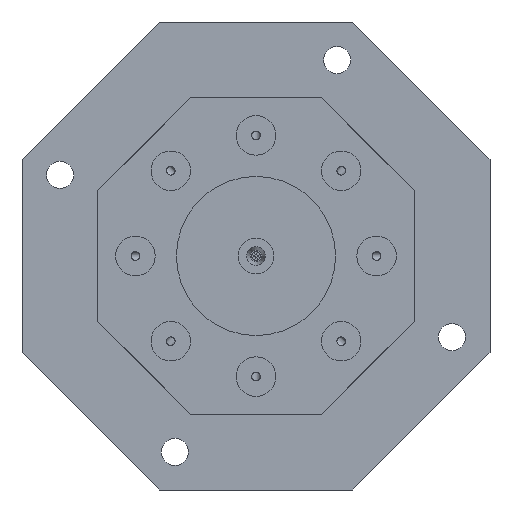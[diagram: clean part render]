
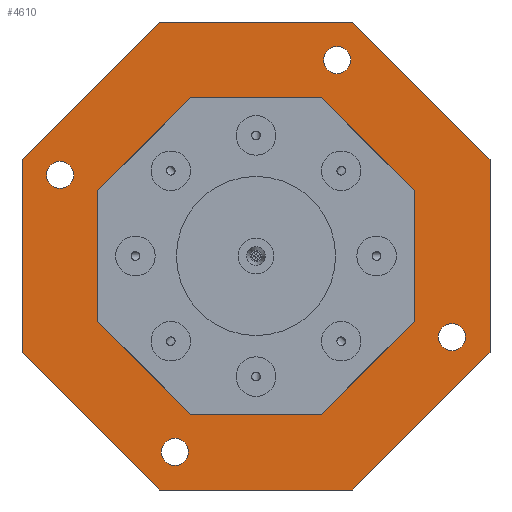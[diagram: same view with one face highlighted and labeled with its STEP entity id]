
A CAD part, front view. The second image highlights one B-rep face of the part: STEP entity #4610.
In plain terms, the highlighted planar face has unit normal (0, -1, 0).
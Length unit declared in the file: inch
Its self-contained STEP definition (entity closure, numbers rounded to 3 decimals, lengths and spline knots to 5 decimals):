
#67=FACE_BOUND('',#764,.T.);
#68=FACE_BOUND('',#765,.T.);
#69=FACE_BOUND('',#766,.T.);
#70=FACE_BOUND('',#767,.T.);
#71=FACE_BOUND('',#768,.T.);
#184=PLANE('',#5298);
#464=FACE_OUTER_BOUND('',#763,.T.);
#763=EDGE_LOOP('',(#4081,#4082,#4083,#4084,#4085,#4086,#4087,#4088));
#764=EDGE_LOOP('',(#4089));
#765=EDGE_LOOP('',(#4090));
#766=EDGE_LOOP('',(#4091));
#767=EDGE_LOOP('',(#4092));
#768=EDGE_LOOP('',(#4093,#4094,#4095,#4096,#4097,#4098,#4099,#4100));
#1104=CIRCLE('',#5220,0.0725);
#1107=CIRCLE('',#5224,0.0725);
#1110=CIRCLE('',#5228,0.0725);
#1113=CIRCLE('',#5232,0.0725);
#1460=LINE('',#8228,#1717);
#1461=LINE('',#8230,#1718);
#1462=LINE('',#8232,#1719);
#1463=LINE('',#8234,#1720);
#1464=LINE('',#8236,#1721);
#1465=LINE('',#8238,#1722);
#1466=LINE('',#8240,#1723);
#1467=LINE('',#8241,#1724);
#1468=LINE('',#8244,#1725);
#1469=LINE('',#8246,#1726);
#1470=LINE('',#8248,#1727);
#1471=LINE('',#8250,#1728);
#1472=LINE('',#8252,#1729);
#1473=LINE('',#8254,#1730);
#1474=LINE('',#8256,#1731);
#1475=LINE('',#8257,#1732);
#1717=VECTOR('',#6837,0.3937);
#1718=VECTOR('',#6838,0.3937);
#1719=VECTOR('',#6839,0.3937);
#1720=VECTOR('',#6840,0.3937);
#1721=VECTOR('',#6841,0.3937);
#1722=VECTOR('',#6842,0.3937);
#1723=VECTOR('',#6843,0.3937);
#1724=VECTOR('',#6844,0.3937);
#1725=VECTOR('',#6845,0.3937);
#1726=VECTOR('',#6846,0.3937);
#1727=VECTOR('',#6847,0.3937);
#1728=VECTOR('',#6848,0.3937);
#1729=VECTOR('',#6849,0.3937);
#1730=VECTOR('',#6850,0.3937);
#1731=VECTOR('',#6851,0.3937);
#1732=VECTOR('',#6852,0.3937);
#2152=VERTEX_POINT('',#8069);
#2155=VERTEX_POINT('',#8077);
#2158=VERTEX_POINT('',#8085);
#2161=VERTEX_POINT('',#8093);
#2203=VERTEX_POINT('',#8226);
#2204=VERTEX_POINT('',#8227);
#2205=VERTEX_POINT('',#8229);
#2206=VERTEX_POINT('',#8231);
#2207=VERTEX_POINT('',#8233);
#2208=VERTEX_POINT('',#8235);
#2209=VERTEX_POINT('',#8237);
#2210=VERTEX_POINT('',#8239);
#2211=VERTEX_POINT('',#8242);
#2212=VERTEX_POINT('',#8243);
#2213=VERTEX_POINT('',#8245);
#2214=VERTEX_POINT('',#8247);
#2215=VERTEX_POINT('',#8249);
#2216=VERTEX_POINT('',#8251);
#2217=VERTEX_POINT('',#8253);
#2218=VERTEX_POINT('',#8255);
#2790=EDGE_CURVE('',#2152,#2152,#1104,.T.);
#2794=EDGE_CURVE('',#2155,#2155,#1107,.T.);
#2798=EDGE_CURVE('',#2158,#2158,#1110,.T.);
#2802=EDGE_CURVE('',#2161,#2161,#1113,.T.);
#2865=EDGE_CURVE('',#2203,#2204,#1460,.T.);
#2866=EDGE_CURVE('',#2205,#2203,#1461,.T.);
#2867=EDGE_CURVE('',#2206,#2205,#1462,.T.);
#2868=EDGE_CURVE('',#2207,#2206,#1463,.T.);
#2869=EDGE_CURVE('',#2208,#2207,#1464,.T.);
#2870=EDGE_CURVE('',#2209,#2208,#1465,.T.);
#2871=EDGE_CURVE('',#2210,#2209,#1466,.T.);
#2872=EDGE_CURVE('',#2204,#2210,#1467,.T.);
#2873=EDGE_CURVE('',#2211,#2212,#1468,.T.);
#2874=EDGE_CURVE('',#2212,#2213,#1469,.T.);
#2875=EDGE_CURVE('',#2213,#2214,#1470,.T.);
#2876=EDGE_CURVE('',#2214,#2215,#1471,.T.);
#2877=EDGE_CURVE('',#2215,#2216,#1472,.T.);
#2878=EDGE_CURVE('',#2216,#2217,#1473,.T.);
#2879=EDGE_CURVE('',#2217,#2218,#1474,.T.);
#2880=EDGE_CURVE('',#2218,#2211,#1475,.T.);
#4081=ORIENTED_EDGE('',*,*,#2865,.F.);
#4082=ORIENTED_EDGE('',*,*,#2866,.F.);
#4083=ORIENTED_EDGE('',*,*,#2867,.F.);
#4084=ORIENTED_EDGE('',*,*,#2868,.F.);
#4085=ORIENTED_EDGE('',*,*,#2869,.F.);
#4086=ORIENTED_EDGE('',*,*,#2870,.F.);
#4087=ORIENTED_EDGE('',*,*,#2871,.F.);
#4088=ORIENTED_EDGE('',*,*,#2872,.F.);
#4089=ORIENTED_EDGE('',*,*,#2790,.T.);
#4090=ORIENTED_EDGE('',*,*,#2794,.T.);
#4091=ORIENTED_EDGE('',*,*,#2798,.T.);
#4092=ORIENTED_EDGE('',*,*,#2802,.T.);
#4093=ORIENTED_EDGE('',*,*,#2873,.T.);
#4094=ORIENTED_EDGE('',*,*,#2874,.T.);
#4095=ORIENTED_EDGE('',*,*,#2875,.T.);
#4096=ORIENTED_EDGE('',*,*,#2876,.T.);
#4097=ORIENTED_EDGE('',*,*,#2877,.T.);
#4098=ORIENTED_EDGE('',*,*,#2878,.T.);
#4099=ORIENTED_EDGE('',*,*,#2879,.T.);
#4100=ORIENTED_EDGE('',*,*,#2880,.T.);
#4610=ADVANCED_FACE('',(#464,#67,#68,#69,#70,#71),#184,.F.);
#5220=AXIS2_PLACEMENT_3D('',#8071,#6653,#6654);
#5224=AXIS2_PLACEMENT_3D('',#8079,#6662,#6663);
#5228=AXIS2_PLACEMENT_3D('',#8087,#6671,#6672);
#5232=AXIS2_PLACEMENT_3D('',#8095,#6680,#6681);
#5298=AXIS2_PLACEMENT_3D('',#8225,#6835,#6836);
#6653=DIRECTION('center_axis',(0.,1.,0.));
#6654=DIRECTION('ref_axis',(0.,0.,-1.));
#6662=DIRECTION('center_axis',(0.,1.,0.));
#6663=DIRECTION('ref_axis',(-1.,0.,0.));
#6671=DIRECTION('center_axis',(0.,1.,0.));
#6672=DIRECTION('ref_axis',(0.,0.,1.));
#6680=DIRECTION('center_axis',(0.,1.,0.));
#6681=DIRECTION('ref_axis',(1.,0.,0.));
#6835=DIRECTION('center_axis',(0.,1.,0.));
#6836=DIRECTION('ref_axis',(0.,0.,1.));
#6837=DIRECTION('',(-1.,0.,0.));
#6838=DIRECTION('',(-0.707,0.,-0.707));
#6839=DIRECTION('',(0.,0.,-1.));
#6840=DIRECTION('',(0.707,0.,-0.707));
#6841=DIRECTION('',(1.,0.,0.));
#6842=DIRECTION('',(0.707,0.,0.707));
#6843=DIRECTION('',(0.,0.,1.));
#6844=DIRECTION('',(-0.707,0.,0.707));
#6845=DIRECTION('',(0.707,0.,-0.707));
#6846=DIRECTION('',(0.,0.,-1.));
#6847=DIRECTION('',(-0.707,0.,-0.707));
#6848=DIRECTION('',(-1.,0.,0.));
#6849=DIRECTION('',(-0.707,0.,0.707));
#6850=DIRECTION('',(0.,0.,1.));
#6851=DIRECTION('',(0.707,0.,0.707));
#6852=DIRECTION('',(1.,0.,0.));
#8069=CARTESIAN_POINT('',(1.04675,0.325,-0.36108));
#8071=CARTESIAN_POINT('Origin',(1.04675,0.325,-0.43358));
#8077=CARTESIAN_POINT('',(-0.36108,0.325,-1.04675));
#8079=CARTESIAN_POINT('Origin',(-0.43358,0.325,-1.04675));
#8085=CARTESIAN_POINT('',(-1.04675,0.325,0.36108));
#8087=CARTESIAN_POINT('Origin',(-1.04675,0.325,0.43358));
#8093=CARTESIAN_POINT('',(0.36108,0.325,1.04675));
#8095=CARTESIAN_POINT('Origin',(0.43358,0.325,1.04675));
#8225=CARTESIAN_POINT('Origin',(0.,0.325,0.));
#8226=CARTESIAN_POINT('',(0.51777,0.325,-1.25));
#8227=CARTESIAN_POINT('',(-0.51777,0.325,-1.25));
#8228=CARTESIAN_POINT('',(0.51777,0.325,-1.25));
#8229=CARTESIAN_POINT('',(1.25,0.325,-0.51777));
#8230=CARTESIAN_POINT('',(1.25,0.325,-0.51777));
#8231=CARTESIAN_POINT('',(1.25,0.325,0.51777));
#8232=CARTESIAN_POINT('',(1.25,0.325,0.51777));
#8233=CARTESIAN_POINT('',(0.51777,0.325,1.25));
#8234=CARTESIAN_POINT('',(0.51777,0.325,1.25));
#8235=CARTESIAN_POINT('',(-0.51777,0.325,1.25));
#8236=CARTESIAN_POINT('',(-0.51777,0.325,1.25));
#8237=CARTESIAN_POINT('',(-1.25,0.325,0.51777));
#8238=CARTESIAN_POINT('',(-1.25,0.325,0.51777));
#8239=CARTESIAN_POINT('',(-1.25,0.325,-0.51777));
#8240=CARTESIAN_POINT('',(-1.25,0.325,-0.51777));
#8241=CARTESIAN_POINT('',(-0.51777,0.325,-1.25));
#8242=CARTESIAN_POINT('',(0.35,0.325,0.84497));
#8243=CARTESIAN_POINT('',(0.84497,0.325,0.35));
#8244=CARTESIAN_POINT('',(0.35,0.325,0.84497));
#8245=CARTESIAN_POINT('',(0.84497,0.325,-0.35));
#8246=CARTESIAN_POINT('',(0.84497,0.325,0.35));
#8247=CARTESIAN_POINT('',(0.35,0.325,-0.84497));
#8248=CARTESIAN_POINT('',(0.84497,0.325,-0.35));
#8249=CARTESIAN_POINT('',(-0.35,0.325,-0.84497));
#8250=CARTESIAN_POINT('',(0.35,0.325,-0.84497));
#8251=CARTESIAN_POINT('',(-0.84497,0.325,-0.35));
#8252=CARTESIAN_POINT('',(-0.35,0.325,-0.84497));
#8253=CARTESIAN_POINT('',(-0.84497,0.325,0.35));
#8254=CARTESIAN_POINT('',(-0.84497,0.325,-0.35));
#8255=CARTESIAN_POINT('',(-0.35,0.325,0.84497));
#8256=CARTESIAN_POINT('',(-0.84497,0.325,0.35));
#8257=CARTESIAN_POINT('',(-0.35,0.325,0.84497));
